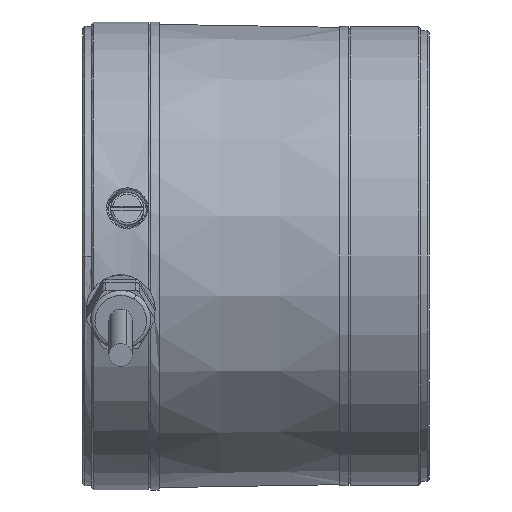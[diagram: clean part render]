
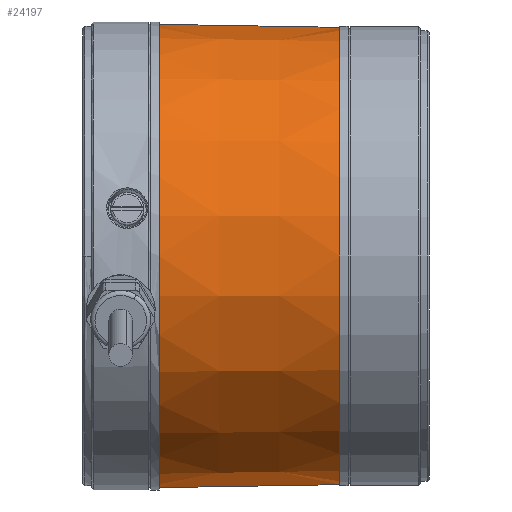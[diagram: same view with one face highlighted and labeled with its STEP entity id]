
A CAD part, left-side view. The second image highlights one B-rep face of the part: STEP entity #24197.
In plain terms, the highlighted conical face has half-angle 0.955 degrees and reference radius 53.6 mm.
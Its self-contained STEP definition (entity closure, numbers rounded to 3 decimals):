
#23991=DIRECTION('',(-0.017,0.,1.));
#23992=VECTOR('',#23991,42.006);
#23993=CARTESIAN_POINT('',(-53.25,0.,-42.));
#23994=LINE('',#23993,#23992);
#23998=DIRECTION('',(0.017,0.,1.));
#23999=VECTOR('',#23998,42.006);
#24000=CARTESIAN_POINT('',(53.25,0.,-42.));
#24001=LINE('',#24000,#23999);
#24005=CARTESIAN_POINT('',(0.,0.,-42.));
#24006=DIRECTION('',(0.,0.,1.));
#24007=DIRECTION('',(-1.,0.,0.));
#24008=AXIS2_PLACEMENT_3D('',#24005,#24006,#24007);
#24013=CARTESIAN_POINT('',(0.,0.,0.));
#24014=DIRECTION('',(0.,0.,1.));
#24015=DIRECTION('',(-1.,0.,0.));
#24016=AXIS2_PLACEMENT_3D('',#24013,#24014,#24015);
#24081=CARTESIAN_POINT('',(-53.25,0.,-42.));
#24082=CARTESIAN_POINT('',(-53.95,0.,0.));
#24083=VERTEX_POINT('',#24081);
#24084=VERTEX_POINT('',#24082);
#24085=CARTESIAN_POINT('',(53.25,0.,-42.));
#24086=CARTESIAN_POINT('',(53.95,0.,0.));
#24087=VERTEX_POINT('',#24085);
#24088=VERTEX_POINT('',#24086);
#24185=CARTESIAN_POINT('',(0.,0.,-21.));
#24186=DIRECTION('',(0.,0.,1.));
#24187=DIRECTION('',(-1.,0.,0.));
#24188=AXIS2_PLACEMENT_3D('',#24185,#24186,#24187);
#24189=CONICAL_SURFACE('',#24188,53.6,0.955);
#24190=ORIENTED_EDGE('',*,*,#24175,.T.);
#24192=ORIENTED_EDGE('',*,*,#24191,.T.);
#24193=ORIENTED_EDGE('',*,*,#24178,.F.);
#24194=ORIENTED_EDGE('',*,*,#24160,.F.);
#24195=EDGE_LOOP('',(#24190,#24192,#24193,#24194));
#24196=FACE_OUTER_BOUND('',#24195,.F.);
#24197=ADVANCED_FACE('',(#24196),#24189,.T.);
#24009=CIRCLE('',#24008,53.25);
#24017=CIRCLE('',#24016,53.95);
#24160=EDGE_CURVE('',#24083,#24087,#24009,.T.);
#24175=EDGE_CURVE('',#24083,#24084,#23994,.T.);
#24178=EDGE_CURVE('',#24087,#24088,#24001,.T.);
#24191=EDGE_CURVE('',#24084,#24088,#24017,.T.);
